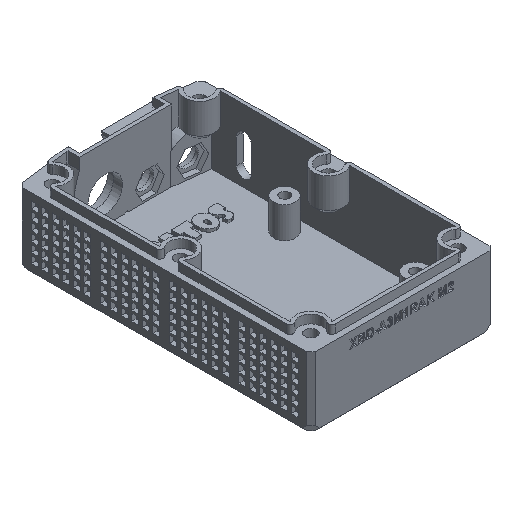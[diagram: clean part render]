
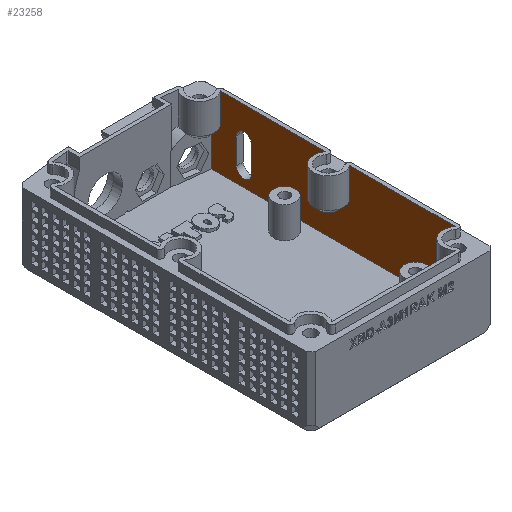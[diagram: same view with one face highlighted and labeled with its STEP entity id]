
A CAD part, isometric view. The second image highlights one B-rep face of the part: STEP entity #23258.
In plain terms, the highlighted planar face has unit normal (-1, 0, 0).
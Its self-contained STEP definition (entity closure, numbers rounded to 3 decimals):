
#27=(
BOUNDED_CURVE()
B_SPLINE_CURVE(2,(#31894,#31895,#31896),.UNSPECIFIED.,.F.,.F.)
B_SPLINE_CURVE_WITH_KNOTS((3,3),(0.,0.4),.UNSPECIFIED.)
CURVE()
GEOMETRIC_REPRESENTATION_ITEM()
RATIONAL_B_SPLINE_CURVE((1.,1.089,1.))
REPRESENTATION_ITEM('')
);
#28=(
BOUNDED_CURVE()
B_SPLINE_CURVE(2,(#31899,#31900,#31901),.UNSPECIFIED.,.F.,.F.)
B_SPLINE_CURVE_WITH_KNOTS((3,3),(0.,0.4),.UNSPECIFIED.)
CURVE()
GEOMETRIC_REPRESENTATION_ITEM()
RATIONAL_B_SPLINE_CURVE((1.,1.089,1.))
REPRESENTATION_ITEM('')
);
#29=(
BOUNDED_CURVE()
B_SPLINE_CURVE(2,(#31905,#31906,#31907),.UNSPECIFIED.,.F.,.F.)
B_SPLINE_CURVE_WITH_KNOTS((3,3),(0.,0.4),.UNSPECIFIED.)
CURVE()
GEOMETRIC_REPRESENTATION_ITEM()
RATIONAL_B_SPLINE_CURVE((1.,1.089,1.))
REPRESENTATION_ITEM('')
);
#30=(
BOUNDED_CURVE()
B_SPLINE_CURVE(2,(#31921,#31922,#31923),.UNSPECIFIED.,.F.,.F.)
B_SPLINE_CURVE_WITH_KNOTS((3,3),(0.,0.4),.UNSPECIFIED.)
CURVE()
GEOMETRIC_REPRESENTATION_ITEM()
RATIONAL_B_SPLINE_CURVE((1.,1.089,1.))
REPRESENTATION_ITEM('')
);
#47=ELLIPSE('',#24679,75.901,9.25);
#114=FACE_BOUND('',#2766,.T.);
#339=PLANE('',#24678);
#1408=FACE_OUTER_BOUND('',#2765,.T.);
#2765=EDGE_LOOP('',(#16444,#16445,#16446,#16447,#16448,#16449,#16450,#16451,
#16452,#16453,#16454,#16455,#16456,#16457,#16458,#16459,#16460,#16461,#16462));
#2766=EDGE_LOOP('',(#16463,#16464,#16465,#16466));
#4289=LINE('',#31572,#7059);
#4290=LINE('',#31576,#7060);
#4386=LINE('',#31871,#7156);
#4391=LINE('',#31884,#7161);
#4392=LINE('',#31888,#7162);
#4393=LINE('',#31891,#7163);
#4394=LINE('',#31898,#7164);
#4395=LINE('',#31903,#7165);
#4396=LINE('',#31909,#7166);
#4397=LINE('',#31911,#7167);
#4398=LINE('',#31915,#7168);
#4399=LINE('',#31917,#7169);
#4400=LINE('',#31918,#7170);
#4401=LINE('',#31920,#7171);
#4402=LINE('',#31926,#7172);
#4403=LINE('',#31930,#7173);
#7059=VECTOR('',#25882,10.);
#7060=VECTOR('',#25885,10.);
#7156=VECTOR('',#26133,10.);
#7161=VECTOR('',#26140,10.);
#7162=VECTOR('',#26145,10.);
#7163=VECTOR('',#26148,10.);
#7164=VECTOR('',#26151,10.);
#7165=VECTOR('',#26152,10.);
#7166=VECTOR('',#26153,10.);
#7167=VECTOR('',#26154,10.);
#7168=VECTOR('',#26157,10.);
#7169=VECTOR('',#26158,10.);
#7170=VECTOR('',#26159,10.);
#7171=VECTOR('',#26160,10.);
#7172=VECTOR('',#26161,10.);
#7173=VECTOR('',#26164,10.);
#9869=CIRCLE('',#24680,2.7);
#9870=CIRCLE('',#24681,2.7);
#10483=VERTEX_POINT('',#31569);
#10484=VERTEX_POINT('',#31571);
#10485=VERTEX_POINT('',#31573);
#10486=VERTEX_POINT('',#31575);
#10587=VERTEX_POINT('',#31868);
#10588=VERTEX_POINT('',#31870);
#10592=VERTEX_POINT('',#31883);
#10593=VERTEX_POINT('',#31887);
#10594=VERTEX_POINT('',#31889);
#10595=VERTEX_POINT('',#31893);
#10596=VERTEX_POINT('',#31897);
#10597=VERTEX_POINT('',#31902);
#10598=VERTEX_POINT('',#31904);
#10599=VERTEX_POINT('',#31908);
#10600=VERTEX_POINT('',#31910);
#10601=VERTEX_POINT('',#31912);
#10602=VERTEX_POINT('',#31914);
#10603=VERTEX_POINT('',#31916);
#10604=VERTEX_POINT('',#31919);
#10605=VERTEX_POINT('',#31924);
#10606=VERTEX_POINT('',#31925);
#10607=VERTEX_POINT('',#31927);
#10608=VERTEX_POINT('',#31929);
#12767=EDGE_CURVE('',#10483,#10484,#4289,.T.);
#12769=EDGE_CURVE('',#10485,#10486,#4290,.T.);
#12907=EDGE_CURVE('',#10588,#10587,#4386,.T.);
#12913=EDGE_CURVE('',#10592,#10486,#4391,.T.);
#12915=EDGE_CURVE('',#10593,#10484,#4392,.T.);
#12917=EDGE_CURVE('',#10485,#10594,#4393,.T.);
#12918=EDGE_CURVE('',#10595,#10594,#27,.F.);
#12919=EDGE_CURVE('',#10595,#10596,#4394,.T.);
#12920=EDGE_CURVE('',#10593,#10596,#28,.F.);
#12921=EDGE_CURVE('',#10483,#10597,#4395,.T.);
#12922=EDGE_CURVE('',#10598,#10597,#29,.F.);
#12923=EDGE_CURVE('',#10598,#10599,#4396,.T.);
#12924=EDGE_CURVE('',#10600,#10599,#4397,.T.);
#12925=EDGE_CURVE('',#10600,#10601,#47,.T.);
#12926=EDGE_CURVE('',#10601,#10602,#4398,.T.);
#12927=EDGE_CURVE('',#10602,#10603,#4399,.T.);
#12928=EDGE_CURVE('',#10603,#10588,#4400,.T.);
#12929=EDGE_CURVE('',#10587,#10604,#4401,.T.);
#12930=EDGE_CURVE('',#10592,#10604,#30,.F.);
#12931=EDGE_CURVE('',#10605,#10606,#4402,.T.);
#12932=EDGE_CURVE('',#10606,#10607,#9869,.T.);
#12933=EDGE_CURVE('',#10607,#10608,#4403,.T.);
#12934=EDGE_CURVE('',#10608,#10605,#9870,.T.);
#16444=ORIENTED_EDGE('',*,*,#12917,.T.);
#16445=ORIENTED_EDGE('',*,*,#12918,.F.);
#16446=ORIENTED_EDGE('',*,*,#12919,.T.);
#16447=ORIENTED_EDGE('',*,*,#12920,.F.);
#16448=ORIENTED_EDGE('',*,*,#12915,.T.);
#16449=ORIENTED_EDGE('',*,*,#12767,.F.);
#16450=ORIENTED_EDGE('',*,*,#12921,.T.);
#16451=ORIENTED_EDGE('',*,*,#12922,.F.);
#16452=ORIENTED_EDGE('',*,*,#12923,.T.);
#16453=ORIENTED_EDGE('',*,*,#12924,.F.);
#16454=ORIENTED_EDGE('',*,*,#12925,.T.);
#16455=ORIENTED_EDGE('',*,*,#12926,.T.);
#16456=ORIENTED_EDGE('',*,*,#12927,.T.);
#16457=ORIENTED_EDGE('',*,*,#12928,.T.);
#16458=ORIENTED_EDGE('',*,*,#12907,.T.);
#16459=ORIENTED_EDGE('',*,*,#12929,.T.);
#16460=ORIENTED_EDGE('',*,*,#12930,.F.);
#16461=ORIENTED_EDGE('',*,*,#12913,.T.);
#16462=ORIENTED_EDGE('',*,*,#12769,.F.);
#16463=ORIENTED_EDGE('',*,*,#12931,.T.);
#16464=ORIENTED_EDGE('',*,*,#12932,.T.);
#16465=ORIENTED_EDGE('',*,*,#12933,.T.);
#16466=ORIENTED_EDGE('',*,*,#12934,.T.);
#23258=ADVANCED_FACE('',(#1408,#114),#339,.F.);
#24678=AXIS2_PLACEMENT_3D('',#31892,#26149,#26150);
#24679=AXIS2_PLACEMENT_3D('',#31913,#26155,#26156);
#24680=AXIS2_PLACEMENT_3D('',#31928,#26162,#26163);
#24681=AXIS2_PLACEMENT_3D('',#31931,#26165,#26166);
#25882=DIRECTION('',(0.,-1.,0.));
#25885=DIRECTION('',(0.,-1.,0.));
#26133=DIRECTION('',(0.,0.,1.));
#26140=DIRECTION('',(0.,0.,1.));
#26145=DIRECTION('',(0.,0.,1.));
#26148=DIRECTION('',(0.,0.,-1.));
#26149=DIRECTION('center_axis',(1.,0.,0.));
#26150=DIRECTION('ref_axis',(0.,1.,0.));
#26151=DIRECTION('',(0.,1.,0.));
#26152=DIRECTION('',(0.,0.,-1.));
#26153=DIRECTION('',(0.,1.,0.));
#26154=DIRECTION('',(0.,0.,1.));
#26155=DIRECTION('center_axis',(1.,0.,0.));
#26156=DIRECTION('ref_axis',(0.,1.,0.));
#26157=DIRECTION('',(0.,0.,-1.));
#26158=DIRECTION('',(0.,-1.,0.));
#26159=DIRECTION('',(0.,-0.707,0.707));
#26160=DIRECTION('',(0.,1.,0.));
#26161=DIRECTION('',(0.,0.,-1.));
#26162=DIRECTION('center_axis',(1.,0.,0.));
#26163=DIRECTION('ref_axis',(0.,-1.,0.));
#26164=DIRECTION('',(0.,0.,1.));
#26165=DIRECTION('center_axis',(1.,0.,0.));
#26166=DIRECTION('ref_axis',(0.,1.,0.));
#31569=CARTESIAN_POINT('',(27.631,38.05,29.05));
#31571=CARTESIAN_POINT('',(27.631,0.25,29.05));
#31572=CARTESIAN_POINT('',(27.631,38.05,29.05));
#31573=CARTESIAN_POINT('',(27.631,-8.25,29.05));
#31575=CARTESIAN_POINT('',(27.631,-46.2,29.05));
#31576=CARTESIAN_POINT('',(27.631,-8.25,29.05));
#31868=CARTESIAN_POINT('',(27.631,-53.7,16.25));
#31870=CARTESIAN_POINT('',(27.631,-53.7,3.629));
#31871=CARTESIAN_POINT('',(27.631,-53.7,0.));
#31883=CARTESIAN_POINT('',(27.631,-46.2,18.25));
#31884=CARTESIAN_POINT('',(27.631,-46.2,26.));
#31887=CARTESIAN_POINT('',(27.631,0.25,18.25));
#31888=CARTESIAN_POINT('',(27.631,0.25,26.));
#31889=CARTESIAN_POINT('',(27.631,-8.25,18.25));
#31891=CARTESIAN_POINT('',(27.631,-8.25,25.));
#31892=CARTESIAN_POINT('Origin',(27.631,-56.95,0.));
#31893=CARTESIAN_POINT('',(27.631,-4.812,16.25));
#31894=CARTESIAN_POINT('Ctrl Pts',(27.631,-8.25,18.25));
#31895=CARTESIAN_POINT('Ctrl Pts',(27.631,-6.136,16.571));
#31896=CARTESIAN_POINT('Ctrl Pts',(27.631,-4.812,16.25));
#31897=CARTESIAN_POINT('',(27.631,-3.188,16.25));
#31898=CARTESIAN_POINT('',(27.631,-30.475,16.25));
#31899=CARTESIAN_POINT('Ctrl Pts',(27.631,-3.188,16.25));
#31900=CARTESIAN_POINT('Ctrl Pts',(27.631,-1.864,16.571));
#31901=CARTESIAN_POINT('Ctrl Pts',(27.631,0.25,18.25));
#31902=CARTESIAN_POINT('',(27.631,38.05,18.25));
#31903=CARTESIAN_POINT('',(27.631,38.05,25.));
#31904=CARTESIAN_POINT('',(27.631,41.487,16.25));
#31905=CARTESIAN_POINT('Ctrl Pts',(27.631,38.05,18.25));
#31906=CARTESIAN_POINT('Ctrl Pts',(27.631,40.163,16.571));
#31907=CARTESIAN_POINT('Ctrl Pts',(27.631,41.487,16.25));
#31908=CARTESIAN_POINT('',(27.631,45.175,16.25));
#31909=CARTESIAN_POINT('',(27.631,-7.325,16.25));
#31910=CARTESIAN_POINT('',(27.631,45.175,15.833));
#31911=CARTESIAN_POINT('',(27.631,45.175,0.));
#31912=CARTESIAN_POINT('',(27.631,41.145,15.427));
#31913=CARTESIAN_POINT('Origin',(27.631,91.442,8.5));
#31914=CARTESIAN_POINT('',(27.631,41.145,3.25));
#31915=CARTESIAN_POINT('',(27.631,41.145,4.25));
#31916=CARTESIAN_POINT('',(27.631,-53.321,3.25));
#31917=CARTESIAN_POINT('',(27.631,-30.212,3.25));
#31918=CARTESIAN_POINT('',(27.631,-53.885,3.814));
#31919=CARTESIAN_POINT('',(27.631,-49.638,16.25));
#31920=CARTESIAN_POINT('',(27.631,-53.7,16.25));
#31921=CARTESIAN_POINT('Ctrl Pts',(27.631,-49.638,16.25));
#31922=CARTESIAN_POINT('Ctrl Pts',(27.631,-48.314,16.571));
#31923=CARTESIAN_POINT('Ctrl Pts',(27.631,-46.2,18.25));
#31924=CARTESIAN_POINT('',(27.631,26.924,17.9));
#31925=CARTESIAN_POINT('',(27.631,26.924,8.6));
#31926=CARTESIAN_POINT('',(27.631,26.924,4.3));
#31927=CARTESIAN_POINT('',(27.631,32.324,8.6));
#31928=CARTESIAN_POINT('Origin',(27.631,29.624,8.6));
#31929=CARTESIAN_POINT('',(27.631,32.324,17.9));
#31930=CARTESIAN_POINT('',(27.631,32.324,8.95));
#31931=CARTESIAN_POINT('Origin',(27.631,29.624,17.9));
